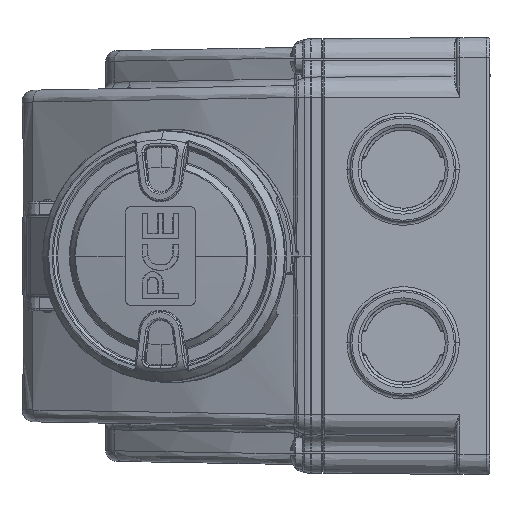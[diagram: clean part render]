
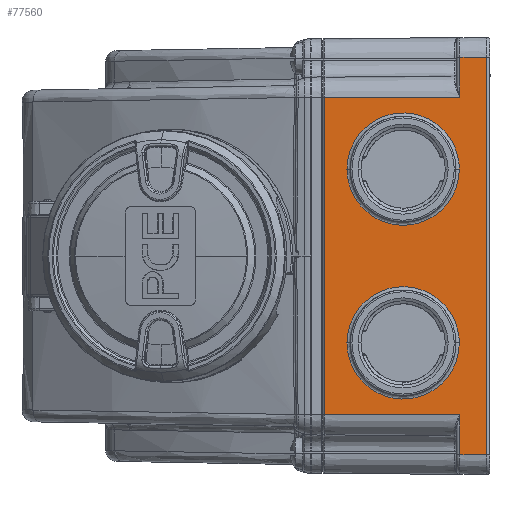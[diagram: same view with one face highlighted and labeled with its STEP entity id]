
A CAD part, left-side view. The second image highlights one B-rep face of the part: STEP entity #77560.
In plain terms, the highlighted planar face has unit normal (-1, 0.009, 0).
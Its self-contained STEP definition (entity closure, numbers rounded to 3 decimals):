
#1199 = CARTESIAN_POINT ( 'NONE',  ( -115., 0., -47.5 ) ) ;
#2864 = EDGE_LOOP ( 'NONE', ( #103318, #14897 ) ) ;
#3876 = EDGE_CURVE ( 'NONE', #52315, #10122, #76210, .T. ) ;
#5845 = CARTESIAN_POINT ( 'NONE',  ( -115.356, -40.809, -26. ) ) ;
#8869 = EDGE_CURVE ( 'NONE', #37540, #95873, #37192, .T. ) ;
#9663 = CARTESIAN_POINT ( 'NONE',  ( -115.356, -40.809, -59.6 ) ) ;
#10122 = VERTEX_POINT ( 'NONE', #96702 ) ;
#10420 = DIRECTION ( 'NONE',  ( 0., 0., 1. ) ) ;
#14897 = ORIENTED_EDGE ( 'NONE', *, *, #8869, .T. ) ;
#17582 = CARTESIAN_POINT ( 'NONE',  ( -115.004, -0.496, -47.5 ) ) ;
#18543 = DIRECTION ( 'NONE',  ( -0.009, -1., 0. ) ) ;
#19888 = VECTOR ( 'NONE', #52477, 1000. ) ;
#19933 = VERTEX_POINT ( 'NONE', #108613 ) ;
#20057 = CARTESIAN_POINT ( 'NONE',  ( -115.063, -7.209, -26. ) ) ;
#20369 = DIRECTION ( 'NONE',  ( 0., 0., -1. ) ) ;
#20707 = VECTOR ( 'NONE', #20369, 1000. ) ;
#20744 = VERTEX_POINT ( 'NONE', #20057 ) ;
#21317 = CARTESIAN_POINT ( 'NONE',  ( -115.436, -50., 59.436 ) ) ;
#21503 = EDGE_CURVE ( 'NONE', #70408, #52315, #78199, .T. ) ;
#21884 = ORIENTED_EDGE ( 'NONE', *, *, #3876, .T. ) ;
#21906 = EDGE_CURVE ( 'NONE', #89703, #70715, #58405, .T. ) ;
#24184 = LINE ( 'NONE', #62545, #19888 ) ;
#27659 = FACE_OUTER_BOUND ( 'NONE', #33409, .T. ) ;
#29183 = CARTESIAN_POINT ( 'NONE',  ( -115.436, -50., -59.436 ) ) ;
#33393 = FACE_BOUND ( 'NONE', #2864, .T. ) ;
#33409 = EDGE_LOOP ( 'NONE', ( #21884, #97121, #81082, #67101, #43061, #114269, #108886, #87034 ) ) ;
#33443 = CARTESIAN_POINT ( 'NONE',  ( -115.063, -7.209, 59.6 ) ) ;
#36528 = VECTOR ( 'NONE', #84485, 1000. ) ;
#36624 = EDGE_CURVE ( 'NONE', #95873, #37540, #100350, .T. ) ;
#37192 =( BOUNDED_CURVE ( )  B_SPLINE_CURVE ( 3, ( #120183, #33443, #71826, #88825 ),
 .UNSPECIFIED., .F., .T. ) 
 B_SPLINE_CURVE_WITH_KNOTS ( ( 4, 4 ),
 ( 3.142, 6.283 ),
 .UNSPECIFIED. ) 
 CURVE ( )  GEOMETRIC_REPRESENTATION_ITEM ( )  RATIONAL_B_SPLINE_CURVE ( ( 1., 0.333, 0.333, 1. ) ) 
 REPRESENTATION_ITEM ( '' )  );
#37540 = VERTEX_POINT ( 'NONE', #121351 ) ;
#38457 = CARTESIAN_POINT ( 'NONE',  ( -115., 0., 47.5 ) ) ;
#38618 =( BOUNDED_CURVE ( )  B_SPLINE_CURVE ( 3, ( #42946, #53596, #91977, #5845 ),
 .UNSPECIFIED., .F., .F. ) 
 B_SPLINE_CURVE_WITH_KNOTS ( ( 4, 4 ),
 ( 3.142, 6.283 ),
 .UNSPECIFIED. ) 
 CURVE ( )  GEOMETRIC_REPRESENTATION_ITEM ( )  RATIONAL_B_SPLINE_CURVE ( ( 1., 0.333, 0.333, 1. ) ) 
 REPRESENTATION_ITEM ( '' )  );
#41789 = ORIENTED_EDGE ( 'NONE', *, *, #124202, .T. ) ;
#42178 = EDGE_CURVE ( 'NONE', #94460, #19933, #48648, .T. ) ;
#42946 = CARTESIAN_POINT ( 'NONE',  ( -115.063, -7.209, -26. ) ) ;
#43061 = ORIENTED_EDGE ( 'NONE', *, *, #42178, .T. ) ;
#46090 = LINE ( 'NONE', #112146, #36528 ) ;
#46518 = CARTESIAN_POINT ( 'NONE',  ( -115., 0., 47.5 ) ) ;
#46747 = CARTESIAN_POINT ( 'NONE',  ( -115.063, -7.209, -59.6 ) ) ;
#48648 = LINE ( 'NONE', #29183, #58519 ) ;
#52315 = VERTEX_POINT ( 'NONE', #93001 ) ;
#52477 = DIRECTION ( 'NONE',  ( 0., 0., -1. ) ) ;
#53596 = CARTESIAN_POINT ( 'NONE',  ( -115.063, -7.209, 7.6 ) ) ;
#57062 = EDGE_CURVE ( 'NONE', #87779, #20744, #84570, .T. ) ;
#57714 = VECTOR ( 'NONE', #10420, 1000. ) ;
#57782 = DIRECTION ( 'NONE',  ( 0.009, 1., 0. ) ) ;
#58405 = LINE ( 'NONE', #1199, #113016 ) ;
#58519 = VECTOR ( 'NONE', #18543, 1000. ) ;
#59075 = VECTOR ( 'NONE', #87517, 1000. ) ;
#60673 = EDGE_CURVE ( 'NONE', #70408, #66200, #116220, .T. ) ;
#61728 = CARTESIAN_POINT ( 'NONE',  ( -115.356, -40.809, -7.6 ) ) ;
#62545 = CARTESIAN_POINT ( 'NONE',  ( -115.004, -0.496, -47.5 ) ) ;
#66200 = VERTEX_POINT ( 'NONE', #98478 ) ;
#67101 = ORIENTED_EDGE ( 'NONE', *, *, #89124, .T. ) ;
#69357 = AXIS2_PLACEMENT_3D ( 'NONE', #46518, #121366, #122590 ) ;
#70137 = ORIENTED_EDGE ( 'NONE', *, *, #57062, .T. ) ;
#70408 = VERTEX_POINT ( 'NONE', #72495 ) ;
#70715 = VERTEX_POINT ( 'NONE', #17582 ) ;
#71826 = CARTESIAN_POINT ( 'NONE',  ( -115.356, -40.809, 59.6 ) ) ;
#72495 = CARTESIAN_POINT ( 'NONE',  ( -115.358, -40.991, 59.436 ) ) ;
#74093 = CARTESIAN_POINT ( 'NONE',  ( -115.356, -40.809, -26. ) ) ;
#76210 = LINE ( 'NONE', #38457, #59075 ) ;
#77560 = ADVANCED_FACE ( 'NONE', ( #33393, #113790, #27659 ), #120755, .T. ) ;
#78199 = LINE ( 'NONE', #106471, #20707 ) ;
#81082 = ORIENTED_EDGE ( 'NONE', *, *, #21906, .F. ) ;
#81204 = CARTESIAN_POINT ( 'NONE',  ( -115.063, -7.209, -7.6 ) ) ;
#82364 = EDGE_CURVE ( 'NONE', #10122, #70715, #24184, .T. ) ;
#84485 = DIRECTION ( 'NONE',  ( 0., 0., -1. ) ) ;
#84570 =( BOUNDED_CURVE ( )  B_SPLINE_CURVE ( 3, ( #105213, #9663, #46747, #87015 ),
 .UNSPECIFIED., .F., .F. ) 
 B_SPLINE_CURVE_WITH_KNOTS ( ( 4, 4 ),
 ( 0., 3.142 ),
 .UNSPECIFIED. ) 
 CURVE ( )  GEOMETRIC_REPRESENTATION_ITEM ( )  RATIONAL_B_SPLINE_CURVE ( ( 1., 0.333, 0.333, 1. ) ) 
 REPRESENTATION_ITEM ( '' )  );
#84788 = EDGE_LOOP ( 'NONE', ( #70137, #41789 ) ) ;
#86533 = CARTESIAN_POINT ( 'NONE',  ( -115.428, -48.991, 47.5 ) ) ;
#87015 = CARTESIAN_POINT ( 'NONE',  ( -115.063, -7.209, -26. ) ) ;
#87034 = ORIENTED_EDGE ( 'NONE', *, *, #21503, .T. ) ;
#87517 = DIRECTION ( 'NONE',  ( 0.009, 1., 0. ) ) ;
#87779 = VERTEX_POINT ( 'NONE', #74093 ) ;
#88000 = DIRECTION ( 'NONE',  ( -0.009, -1., 0. ) ) ;
#88825 = CARTESIAN_POINT ( 'NONE',  ( -115.356, -40.809, 26. ) ) ;
#89124 = EDGE_CURVE ( 'NONE', #89703, #94460, #46090, .T. ) ;
#89427 = VECTOR ( 'NONE', #88000, 1000. ) ;
#89703 = VERTEX_POINT ( 'NONE', #112320 ) ;
#91977 = CARTESIAN_POINT ( 'NONE',  ( -115.356, -40.809, 7.6 ) ) ;
#93001 = CARTESIAN_POINT ( 'NONE',  ( -115.358, -40.991, 47.5 ) ) ;
#93078 = CARTESIAN_POINT ( 'NONE',  ( -115.063, -7.209, 26. ) ) ;
#94460 = VERTEX_POINT ( 'NONE', #100665 ) ;
#95873 = VERTEX_POINT ( 'NONE', #112718 ) ;
#96702 = CARTESIAN_POINT ( 'NONE',  ( -115.004, -0.496, 47.5 ) ) ;
#97121 = ORIENTED_EDGE ( 'NONE', *, *, #82364, .T. ) ;
#98478 = CARTESIAN_POINT ( 'NONE',  ( -115.428, -48.991, 59.436 ) ) ;
#100350 =( BOUNDED_CURVE ( )  B_SPLINE_CURVE ( 3, ( #101275, #61728, #81204, #93078 ),
 .UNSPECIFIED., .F., .F. ) 
 B_SPLINE_CURVE_WITH_KNOTS ( ( 4, 4 ),
 ( 0., 3.142 ),
 .UNSPECIFIED. ) 
 CURVE ( )  GEOMETRIC_REPRESENTATION_ITEM ( )  RATIONAL_B_SPLINE_CURVE ( ( 1., 0.333, 0.333, 1. ) ) 
 REPRESENTATION_ITEM ( '' )  );
#100665 = CARTESIAN_POINT ( 'NONE',  ( -115.358, -40.991, -59.436 ) ) ;
#101275 = CARTESIAN_POINT ( 'NONE',  ( -115.356, -40.809, 26. ) ) ;
#103318 = ORIENTED_EDGE ( 'NONE', *, *, #36624, .T. ) ;
#105213 = CARTESIAN_POINT ( 'NONE',  ( -115.356, -40.809, -26. ) ) ;
#106471 = CARTESIAN_POINT ( 'NONE',  ( -115.358, -40.991, 47.5 ) ) ;
#108613 = CARTESIAN_POINT ( 'NONE',  ( -115.428, -48.991, -59.436 ) ) ;
#108886 = ORIENTED_EDGE ( 'NONE', *, *, #60673, .F. ) ;
#112146 = CARTESIAN_POINT ( 'NONE',  ( -115.358, -40.991, -59.436 ) ) ;
#112320 = CARTESIAN_POINT ( 'NONE',  ( -115.358, -40.991, -47.5 ) ) ;
#112718 = CARTESIAN_POINT ( 'NONE',  ( -115.356, -40.809, 26. ) ) ;
#113016 = VECTOR ( 'NONE', #57782, 1000. ) ;
#113790 = FACE_BOUND ( 'NONE', #84788, .T. ) ;
#114269 = ORIENTED_EDGE ( 'NONE', *, *, #118007, .T. ) ;
#116220 = LINE ( 'NONE', #21317, #89427 ) ;
#118007 = EDGE_CURVE ( 'NONE', #19933, #66200, #124194, .T. ) ;
#120183 = CARTESIAN_POINT ( 'NONE',  ( -115.063, -7.209, 26. ) ) ;
#120755 = PLANE ( 'NONE',  #69357 ) ;
#121351 = CARTESIAN_POINT ( 'NONE',  ( -115.063, -7.209, 26. ) ) ;
#121366 = DIRECTION ( 'NONE',  ( -1., 0.009, 0. ) ) ;
#122590 = DIRECTION ( 'NONE',  ( 0.009, 1., 0. ) ) ;
#124194 = LINE ( 'NONE', #86533, #57714 ) ;
#124202 = EDGE_CURVE ( 'NONE', #20744, #87779, #38618, .T. ) ;
